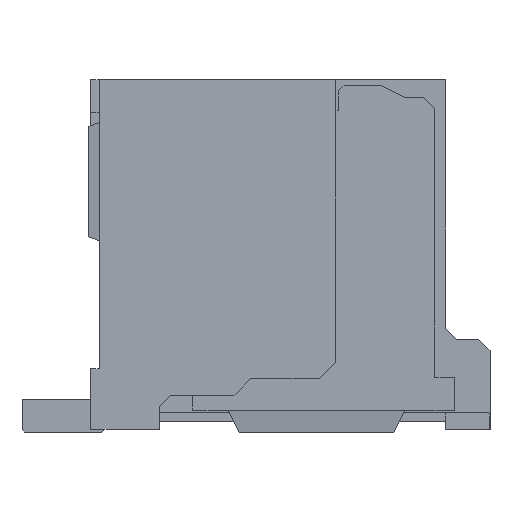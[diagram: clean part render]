
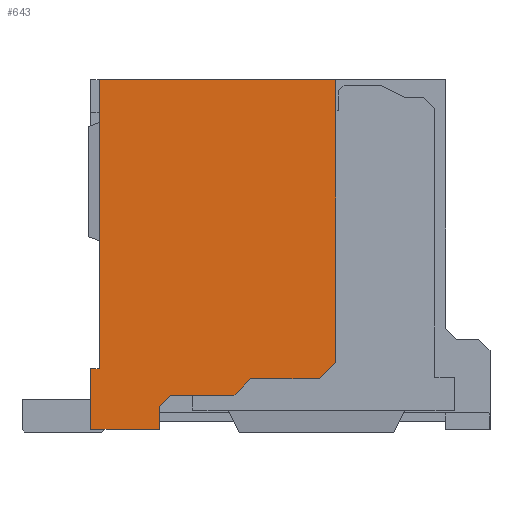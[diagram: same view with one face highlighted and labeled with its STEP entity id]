
A CAD part, left-side view. The second image highlights one B-rep face of the part: STEP entity #643.
In plain terms, the highlighted planar face has unit normal (-1, 0, 0).
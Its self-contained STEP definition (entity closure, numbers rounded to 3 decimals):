
#169=FACE_OUTER_BOUND('',#1591,.T.);
#643=ADVANCED_FACE('',(#169),#1117,.T.);
#1117=PLANE('',#9671);
#1591=EDGE_LOOP('',(#2611,#2612,#2613,#2614,#2615,#2616,#2617,#2618,#2619,
#2620,#2621,#2622));
#2611=ORIENTED_EDGE('',*,*,#6134,.T.);
#2612=ORIENTED_EDGE('',*,*,#6135,.T.);
#2613=ORIENTED_EDGE('',*,*,#5921,.T.);
#2614=ORIENTED_EDGE('',*,*,#5704,.F.);
#2615=ORIENTED_EDGE('',*,*,#6136,.F.);
#2616=ORIENTED_EDGE('',*,*,#5978,.F.);
#2617=ORIENTED_EDGE('',*,*,#6137,.T.);
#2618=ORIENTED_EDGE('',*,*,#6138,.T.);
#2619=ORIENTED_EDGE('',*,*,#6139,.T.);
#2620=ORIENTED_EDGE('',*,*,#6140,.T.);
#2621=ORIENTED_EDGE('',*,*,#6141,.T.);
#2622=ORIENTED_EDGE('',*,*,#6142,.T.);
#4808=VERTEX_POINT('',#12660);
#4809=VERTEX_POINT('',#12662);
#4999=VERTEX_POINT('',#13093);
#5039=VERTEX_POINT('',#13197);
#5040=VERTEX_POINT('',#13199);
#5160=VERTEX_POINT('',#13508);
#5161=VERTEX_POINT('',#13509);
#5162=VERTEX_POINT('',#13513);
#5163=VERTEX_POINT('',#13515);
#5164=VERTEX_POINT('',#13517);
#5165=VERTEX_POINT('',#13519);
#5166=VERTEX_POINT('',#13521);
#5704=EDGE_CURVE('',#4808,#4809,#7065,.T.);
#5921=EDGE_CURVE('',#4999,#4809,#7282,.T.);
#5978=EDGE_CURVE('',#5039,#5040,#7339,.T.);
#6134=EDGE_CURVE('',#5160,#5161,#7495,.T.);
#6135=EDGE_CURVE('',#5161,#4999,#7496,.T.);
#6136=EDGE_CURVE('',#5040,#4808,#7497,.T.);
#6137=EDGE_CURVE('',#5039,#5162,#7498,.T.);
#6138=EDGE_CURVE('',#5162,#5163,#7499,.T.);
#6139=EDGE_CURVE('',#5163,#5164,#7500,.T.);
#6140=EDGE_CURVE('',#5164,#5165,#7501,.T.);
#6141=EDGE_CURVE('',#5165,#5166,#7502,.T.);
#6142=EDGE_CURVE('',#5166,#5160,#7503,.T.);
#7065=LINE('',#12661,#8378);
#7282=LINE('',#13092,#8595);
#7339=LINE('',#13198,#8652);
#7495=LINE('',#13507,#8808);
#7496=LINE('',#13510,#8809);
#7497=LINE('',#13511,#8810);
#7498=LINE('',#13512,#8811);
#7499=LINE('',#13514,#8812);
#7500=LINE('',#13516,#8813);
#7501=LINE('',#13518,#8814);
#7502=LINE('',#13520,#8815);
#7503=LINE('',#13522,#8816);
#8378=VECTOR('',#10216,1.);
#8595=VECTOR('',#10481,1.);
#8652=VECTOR('',#10554,1.);
#8808=VECTOR('',#10776,1.);
#8809=VECTOR('',#10777,1.);
#8810=VECTOR('',#10778,1.);
#8811=VECTOR('',#10779,1.);
#8812=VECTOR('',#10780,1.);
#8813=VECTOR('',#10781,1.);
#8814=VECTOR('',#10782,1.);
#8815=VECTOR('',#10783,1.);
#8816=VECTOR('',#10784,1.);
#9671=AXIS2_PLACEMENT_3D('',#13523,#10785,#10786);
#10216=DIRECTION('',(0.,0.,1.));
#10481=DIRECTION('',(0.,1.,0.));
#10554=DIRECTION('',(0.,0.,1.));
#10776=DIRECTION('',(0.,-0.707,0.707));
#10777=DIRECTION('',(0.,0.,1.));
#10778=DIRECTION('',(0.,-1.,0.));
#10779=DIRECTION('',(0.,-1.,0.));
#10780=DIRECTION('',(0.,0.,1.));
#10781=DIRECTION('',(0.,-0.707,0.707));
#10782=DIRECTION('',(0.,-1.,0.));
#10783=DIRECTION('',(0.,-0.707,0.707));
#10784=DIRECTION('',(0.,-1.,0.));
#10785=DIRECTION('',(-1.,0.,0.));
#10786=DIRECTION('',(0.,0.,1.));
#12660=CARTESIAN_POINT('',(-8.15,9.5,0.86));
#12661=CARTESIAN_POINT('',(-8.15,9.5,6.11));
#12662=CARTESIAN_POINT('',(-8.15,9.5,6.11));
#13092=CARTESIAN_POINT('',(-8.15,9.5,6.11));
#13093=CARTESIAN_POINT('',(-8.15,5.2,6.11));
#13197=CARTESIAN_POINT('',(-8.15,9.65,-0.24));
#13198=CARTESIAN_POINT('',(-8.15,9.65,-0.09));
#13199=CARTESIAN_POINT('',(-8.15,9.65,0.86));
#13507=CARTESIAN_POINT('',(-8.15,5.5,0.68));
#13508=CARTESIAN_POINT('',(-8.15,5.5,0.68));
#13509=CARTESIAN_POINT('',(-8.15,5.2,0.98));
#13510=CARTESIAN_POINT('',(-8.15,5.2,0.98));
#13511=CARTESIAN_POINT('',(-8.15,9.65,0.86));
#13512=CARTESIAN_POINT('',(-8.15,8.4,-0.24));
#13513=CARTESIAN_POINT('',(-8.15,8.4,-0.24));
#13514=CARTESIAN_POINT('',(-8.15,8.4,-0.09));
#13515=CARTESIAN_POINT('',(-8.15,8.4,0.18));
#13516=CARTESIAN_POINT('',(-8.15,8.4,0.18));
#13517=CARTESIAN_POINT('',(-8.15,8.2,0.38));
#13518=CARTESIAN_POINT('',(-8.15,8.2,0.38));
#13519=CARTESIAN_POINT('',(-8.15,7.05,0.38));
#13520=CARTESIAN_POINT('',(-8.15,7.05,0.38));
#13521=CARTESIAN_POINT('',(-8.15,6.75,0.68));
#13522=CARTESIAN_POINT('',(-8.15,6.75,0.68));
#13523=CARTESIAN_POINT('',(-8.15,9.5,6.11));
